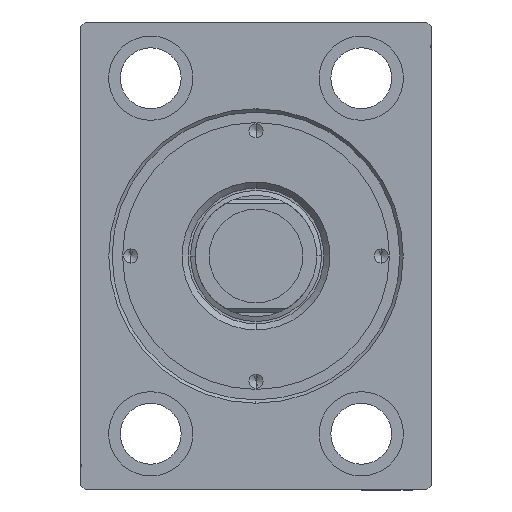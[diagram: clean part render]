
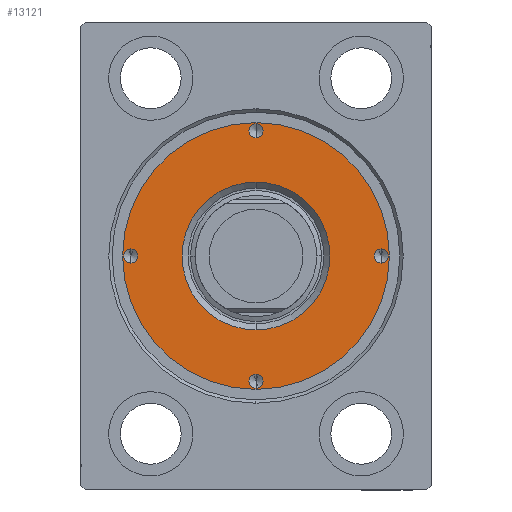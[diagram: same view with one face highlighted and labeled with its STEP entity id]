
A CAD part, left-side view. The second image highlights one B-rep face of the part: STEP entity #13121.
In plain terms, the highlighted face is planar.
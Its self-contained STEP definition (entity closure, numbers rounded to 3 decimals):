
#382 = AXIS2_PLACEMENT_3D ( 'NONE', #28810, #14864, #35787 ) ;
#1441 = CARTESIAN_POINT ( 'NONE',  ( 15.8, 0., 11.8 ) ) ;
#1518 = DIRECTION ( 'NONE',  ( 0., 0., 1. ) ) ;
#2059 = CARTESIAN_POINT ( 'NONE',  ( 28.5, 0., 11.8 ) ) ;
#2152 = AXIS2_PLACEMENT_3D ( 'NONE', #7824, #17047, #44512 ) ;
#2510 = AXIS2_PLACEMENT_3D ( 'NONE', #29355, #42188, #29129 ) ;
#3481 = EDGE_CURVE ( 'NONE', #25226, #17307, #10695, .T. ) ;
#4220 = AXIS2_PLACEMENT_3D ( 'NONE', #42187, #41746, #38151 ) ;
#4759 = CARTESIAN_POINT ( 'NONE',  ( 0., -26.75, 11.8 ) ) ;
#5229 = VERTEX_POINT ( 'NONE', #10348 ) ;
#5682 = AXIS2_PLACEMENT_3D ( 'NONE', #24886, #1518, #31868 ) ;
#6002 = DIRECTION ( 'NONE',  ( 0., 0., 1. ) ) ;
#6245 = CARTESIAN_POINT ( 'NONE',  ( 0., 0., 11.8 ) ) ;
#7032 = AXIS2_PLACEMENT_3D ( 'NONE', #11699, #11923, #25385 ) ;
#7063 = EDGE_CURVE ( 'NONE', #36160, #5229, #25472, .T. ) ;
#7652 = FACE_BOUND ( 'NONE', #24799, .T. ) ;
#7696 = CARTESIAN_POINT ( 'NONE',  ( 0., 26.75, 11.8 ) ) ;
#7824 = CARTESIAN_POINT ( 'NONE',  ( 0., 0., 11.8 ) ) ;
#8339 = EDGE_LOOP ( 'NONE', ( #36701, #17964 ) ) ;
#8434 = EDGE_CURVE ( 'NONE', #26218, #43407, #11888, .T. ) ;
#8736 = ORIENTED_EDGE ( 'NONE', *, *, #8434, .F. ) ;
#8932 = DIRECTION ( 'NONE',  ( 1., 0., 0. ) ) ;
#9644 = CARTESIAN_POINT ( 'NONE',  ( 0., 0., 11.8 ) ) ;
#10150 = FACE_OUTER_BOUND ( 'NONE', #17496, .T. ) ;
#10348 = CARTESIAN_POINT ( 'NONE',  ( 25.25, 0., 11.8 ) ) ;
#10695 = CIRCLE ( 'NONE', #43026, 15.8 ) ;
#10851 = DIRECTION ( 'NONE',  ( 0., 0., 1. ) ) ;
#11035 = FACE_BOUND ( 'NONE', #8339, .T. ) ;
#11571 = DIRECTION ( 'NONE',  ( 0., 0., 1. ) ) ;
#11699 = CARTESIAN_POINT ( 'NONE',  ( 0., 0., 11.8 ) ) ;
#11888 = CIRCLE ( 'NONE', #382, 1.5 ) ;
#11923 = DIRECTION ( 'NONE',  ( 0., 0., 1. ) ) ;
#12574 = DIRECTION ( 'NONE',  ( 0., 0., 1. ) ) ;
#12754 = ORIENTED_EDGE ( 'NONE', *, *, #25205, .F. ) ;
#12990 = DIRECTION ( 'NONE',  ( 1., 0., 0. ) ) ;
#13112 = CARTESIAN_POINT ( 'NONE',  ( -15.8, 0., 11.8 ) ) ;
#13121 = ADVANCED_FACE ( 'NONE', ( #28114, #41836, #11035, #7652, #21345, #10150 ), #23840, .T. ) ;
#13201 = ORIENTED_EDGE ( 'NONE', *, *, #3481, .T. ) ;
#13279 = AXIS2_PLACEMENT_3D ( 'NONE', #30771, #34591, #20184 ) ;
#13891 = VERTEX_POINT ( 'NONE', #31500 ) ;
#13952 = AXIS2_PLACEMENT_3D ( 'NONE', #26683, #6002, #8932 ) ;
#14691 = AXIS2_PLACEMENT_3D ( 'NONE', #9644, #12574, #36192 ) ;
#14864 = DIRECTION ( 'NONE',  ( 0., 0., 1. ) ) ;
#16707 = ORIENTED_EDGE ( 'NONE', *, *, #30549, .T. ) ;
#16856 = ORIENTED_EDGE ( 'NONE', *, *, #28884, .F. ) ;
#16920 = CARTESIAN_POINT ( 'NONE',  ( -1.5, -26.75, 11.8 ) ) ;
#17047 = DIRECTION ( 'NONE',  ( 0., 0., -1. ) ) ;
#17120 = CARTESIAN_POINT ( 'NONE',  ( -28.25, 0., 11.8 ) ) ;
#17271 = VERTEX_POINT ( 'NONE', #16920 ) ;
#17307 = VERTEX_POINT ( 'NONE', #13112 ) ;
#17496 = EDGE_LOOP ( 'NONE', ( #16707, #34546 ) ) ;
#17964 = ORIENTED_EDGE ( 'NONE', *, *, #42030, .F. ) ;
#18504 = DIRECTION ( 'NONE',  ( 1., 0., 0. ) ) ;
#18668 = CIRCLE ( 'NONE', #40854, 1.5 ) ;
#18825 = ORIENTED_EDGE ( 'NONE', *, *, #32803, .F. ) ;
#19717 = CIRCLE ( 'NONE', #14691, 28.5 ) ;
#19793 = CARTESIAN_POINT ( 'NONE',  ( 1.5, 26.75, 11.8 ) ) ;
#20099 = AXIS2_PLACEMENT_3D ( 'NONE', #4759, #10851, #21155 ) ;
#20184 = DIRECTION ( 'NONE',  ( 1., 0., 0. ) ) ;
#21152 = AXIS2_PLACEMENT_3D ( 'NONE', #32021, #11571, #18504 ) ;
#21155 = DIRECTION ( 'NONE',  ( 1., 0., 0. ) ) ;
#21345 = FACE_BOUND ( 'NONE', #37222, .T. ) ;
#21393 = DIRECTION ( 'NONE',  ( 1., 0., 0. ) ) ;
#22574 = EDGE_CURVE ( 'NONE', #17307, #25226, #30142, .T. ) ;
#23312 = CIRCLE ( 'NONE', #21152, 1.5 ) ;
#23589 = CIRCLE ( 'NONE', #4220, 1.5 ) ;
#23840 = PLANE ( 'NONE',  #7032 ) ;
#24799 = EDGE_LOOP ( 'NONE', ( #25657, #12754 ) ) ;
#24886 = CARTESIAN_POINT ( 'NONE',  ( 0., 26.75, 11.8 ) ) ;
#24993 = DIRECTION ( 'NONE',  ( 0., 0., 1. ) ) ;
#25205 = EDGE_CURVE ( 'NONE', #17271, #38357, #23312, .T. ) ;
#25226 = VERTEX_POINT ( 'NONE', #1441 ) ;
#25385 = DIRECTION ( 'NONE',  ( 1., 0., 0. ) ) ;
#25472 = CIRCLE ( 'NONE', #2510, 1.5 ) ;
#25657 = ORIENTED_EDGE ( 'NONE', *, *, #28011, .F. ) ;
#25714 = VERTEX_POINT ( 'NONE', #30007 ) ;
#26218 = VERTEX_POINT ( 'NONE', #17120 ) ;
#26683 = CARTESIAN_POINT ( 'NONE',  ( 0., 0., 11.8 ) ) ;
#27024 = CARTESIAN_POINT ( 'NONE',  ( 1.5, -26.75, 11.8 ) ) ;
#28011 = EDGE_CURVE ( 'NONE', #38357, #17271, #33769, .T. ) ;
#28114 = FACE_BOUND ( 'NONE', #36508, .T. ) ;
#28810 = CARTESIAN_POINT ( 'NONE',  ( -26.75, 0., 11.8 ) ) ;
#28884 = EDGE_CURVE ( 'NONE', #39547, #13891, #18668, .T. ) ;
#29129 = DIRECTION ( 'NONE',  ( 1., 0., 0. ) ) ;
#29355 = CARTESIAN_POINT ( 'NONE',  ( 26.75, 0., 11.8 ) ) ;
#29567 = EDGE_CURVE ( 'NONE', #13891, #39547, #43120, .T. ) ;
#30007 = CARTESIAN_POINT ( 'NONE',  ( -28.5, 0., 11.8 ) ) ;
#30142 = CIRCLE ( 'NONE', #2152, 15.8 ) ;
#30549 = EDGE_CURVE ( 'NONE', #25714, #31624, #37649, .T. ) ;
#30771 = CARTESIAN_POINT ( 'NONE',  ( -26.75, 0., 11.8 ) ) ;
#31500 = CARTESIAN_POINT ( 'NONE',  ( -1.5, 26.75, 11.8 ) ) ;
#31624 = VERTEX_POINT ( 'NONE', #2059 ) ;
#31868 = DIRECTION ( 'NONE',  ( 1., 0., 0. ) ) ;
#32021 = CARTESIAN_POINT ( 'NONE',  ( 0., -26.75, 11.8 ) ) ;
#32680 = CIRCLE ( 'NONE', #13279, 1.5 ) ;
#32719 = EDGE_CURVE ( 'NONE', #31624, #25714, #19717, .T. ) ;
#32803 = EDGE_CURVE ( 'NONE', #43407, #26218, #32680, .T. ) ;
#33676 = DIRECTION ( 'NONE',  ( 0., 0., -1. ) ) ;
#33769 = CIRCLE ( 'NONE', #20099, 1.5 ) ;
#34546 = ORIENTED_EDGE ( 'NONE', *, *, #32719, .T. ) ;
#34591 = DIRECTION ( 'NONE',  ( 0., 0., 1. ) ) ;
#35644 = ORIENTED_EDGE ( 'NONE', *, *, #29567, .F. ) ;
#35787 = DIRECTION ( 'NONE',  ( 1., 0., 0. ) ) ;
#36160 = VERTEX_POINT ( 'NONE', #40139 ) ;
#36192 = DIRECTION ( 'NONE',  ( 1., 0., 0. ) ) ;
#36508 = EDGE_LOOP ( 'NONE', ( #18825, #8736 ) ) ;
#36701 = ORIENTED_EDGE ( 'NONE', *, *, #7063, .F. ) ;
#36942 = CARTESIAN_POINT ( 'NONE',  ( -25.25, 0., 11.8 ) ) ;
#37222 = EDGE_LOOP ( 'NONE', ( #13201, #44522 ) ) ;
#37649 = CIRCLE ( 'NONE', #13952, 28.5 ) ;
#37899 = EDGE_LOOP ( 'NONE', ( #16856, #35644 ) ) ;
#38151 = DIRECTION ( 'NONE',  ( 1., 0., 0. ) ) ;
#38357 = VERTEX_POINT ( 'NONE', #27024 ) ;
#39547 = VERTEX_POINT ( 'NONE', #19793 ) ;
#40139 = CARTESIAN_POINT ( 'NONE',  ( 28.25, 0., 11.8 ) ) ;
#40854 = AXIS2_PLACEMENT_3D ( 'NONE', #7696, #24993, #21393 ) ;
#41746 = DIRECTION ( 'NONE',  ( 0., 0., 1. ) ) ;
#41836 = FACE_BOUND ( 'NONE', #37899, .T. ) ;
#42030 = EDGE_CURVE ( 'NONE', #5229, #36160, #23589, .T. ) ;
#42187 = CARTESIAN_POINT ( 'NONE',  ( 26.75, 0., 11.8 ) ) ;
#42188 = DIRECTION ( 'NONE',  ( 0., 0., 1. ) ) ;
#43026 = AXIS2_PLACEMENT_3D ( 'NONE', #6245, #33676, #12990 ) ;
#43120 = CIRCLE ( 'NONE', #5682, 1.5 ) ;
#43407 = VERTEX_POINT ( 'NONE', #36942 ) ;
#44512 = DIRECTION ( 'NONE',  ( 1., 0., 0. ) ) ;
#44522 = ORIENTED_EDGE ( 'NONE', *, *, #22574, .T. ) ;
